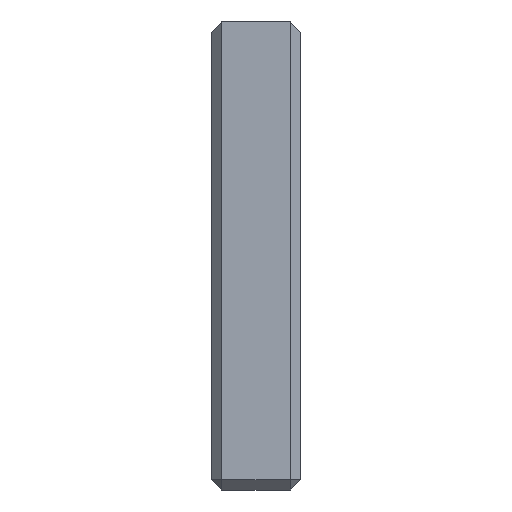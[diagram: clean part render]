
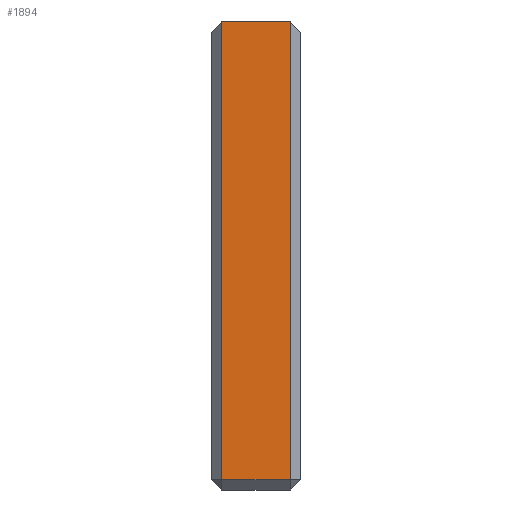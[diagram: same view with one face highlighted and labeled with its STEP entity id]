
A CAD part, front view. The second image highlights one B-rep face of the part: STEP entity #1894.
In plain terms, the highlighted planar face has unit normal (0, -1, 0).
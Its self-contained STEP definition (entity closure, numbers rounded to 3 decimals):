
#94=FACE_OUTER_BOUND('',#204,.T.);
#204=EDGE_LOOP('',(#1461,#1462,#1463,#1464));
#383=LINE('',#2868,#645);
#389=LINE('',#2879,#651);
#391=LINE('',#2882,#653);
#397=LINE('',#2894,#659);
#645=VECTOR('',#2331,10.);
#651=VECTOR('',#2343,10.);
#653=VECTOR('',#2347,10.);
#659=VECTOR('',#2361,10.);
#836=VERTEX_POINT('',#2770);
#844=VERTEX_POINT('',#2789);
#868=VERTEX_POINT('',#2861);
#869=VERTEX_POINT('',#2870);
#1067=EDGE_CURVE('',#836,#868,#383,.T.);
#1073=EDGE_CURVE('',#868,#869,#389,.T.);
#1075=EDGE_CURVE('',#869,#844,#391,.T.);
#1081=EDGE_CURVE('',#844,#836,#397,.T.);
#1461=ORIENTED_EDGE('',*,*,#1067,.F.);
#1462=ORIENTED_EDGE('',*,*,#1081,.F.);
#1463=ORIENTED_EDGE('',*,*,#1075,.F.);
#1464=ORIENTED_EDGE('',*,*,#1073,.F.);
#1784=PLANE('',#2056);
#1894=ADVANCED_FACE('',(#94),#1784,.T.);
#2056=AXIS2_PLACEMENT_3D('',#2896,#2364,#2365);
#2331=DIRECTION('',(0.,0.,-1.));
#2343=DIRECTION('',(-1.,0.,0.));
#2347=DIRECTION('',(0.,0.,1.));
#2361=DIRECTION('',(1.,0.,0.));
#2364=DIRECTION('center_axis',(0.,-1.,0.));
#2365=DIRECTION('ref_axis',(1.,0.,0.));
#2770=CARTESIAN_POINT('',(3.167,-225.025,46.038));
#2789=CARTESIAN_POINT('',(-3.564,-225.025,46.038));
#2861=CARTESIAN_POINT('',(3.167,-225.025,1.));
#2868=CARTESIAN_POINT('',(3.167,-225.025,0.));
#2870=CARTESIAN_POINT('',(-3.564,-225.025,1.));
#2879=CARTESIAN_POINT('',(-4.564,-225.025,1.));
#2882=CARTESIAN_POINT('',(-3.564,-225.025,7.541));
#2894=CARTESIAN_POINT('',(-2.381,-225.025,46.038));
#2896=CARTESIAN_POINT('Origin',(-4.564,-225.025,0.));
